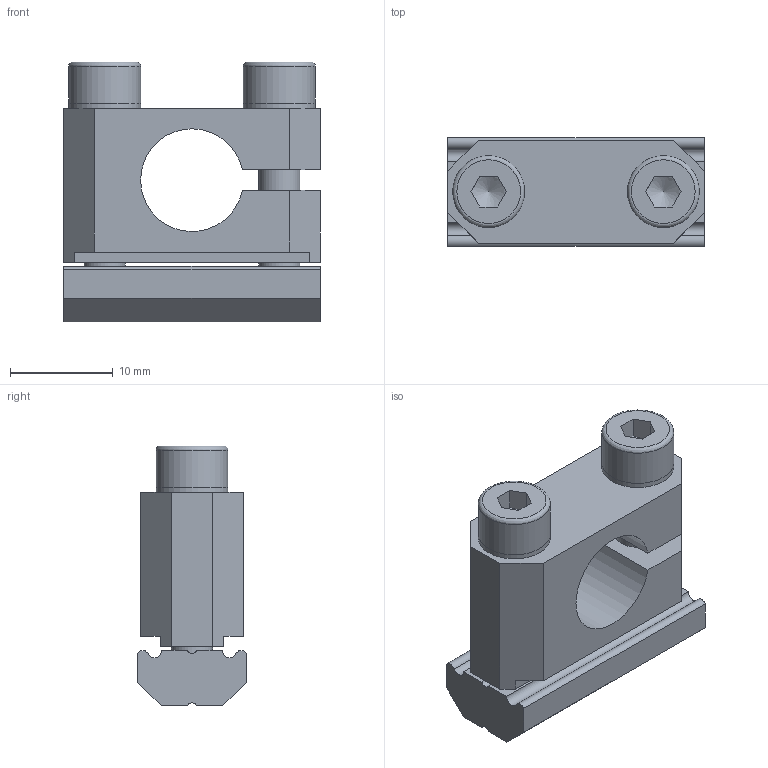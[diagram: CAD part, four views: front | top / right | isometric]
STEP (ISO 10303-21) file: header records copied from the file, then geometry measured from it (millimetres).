
FILE_DESCRIPTION((''),'2;1');
FILE_NAME('1-115-05-00-0 KVB L+X 10.stp','2008-01-15T12:22:40',('Wilberg'),(''),'Autodesk Inventor 11','Autodesk Inventor 11','');
FILE_SCHEMA(('AUTOMOTIVE_DESIGN { 1 0 10303 214 1 1 1 1 }'));
Length unit declared in the file: millimetre
Products named in the file (5): 1-115-05-00-0 KVB L+X 10; 1-115-05-01-0 KVB L+X 10; 1-058-42-17-0 GWP 4x17 U; BMU-493-004; ISO 4762-M4x20
Assembly tree (6 placements, depth 2):
  1-115-05-00-0 KVB L+X 10
    1-115-05-01-0 KVB L+X 10
    1-058-42-17-0 GWP 4x17 U
    BMU-493-004  x2
    ISO 4762-M4x20  x2
Bounding box: 25 x 10.6 x 25.3 mm (x, y, z)
Volume: 3990 mm3; surface area: 3882.9 mm2
Topology: 6 solids, 6 shells, 87 faces, 217 edges, 142 vertices
Faces by surface type: plane 53, cylinder 24, cone 6, bspline 4
Full cylindrical faces by diameter (mm): 4 x4, 4.3 x2, 4.5 x3, 7 x4
Entity records: 2289 total; most frequent: CARTESIAN_POINT 555, DIRECTION 332, ORIENTED_EDGE 314, EDGE_CURVE 157, AXIS2_PLACEMENT_3D 115, VERTEX_POINT 111, VECTOR 102, LINE 102
